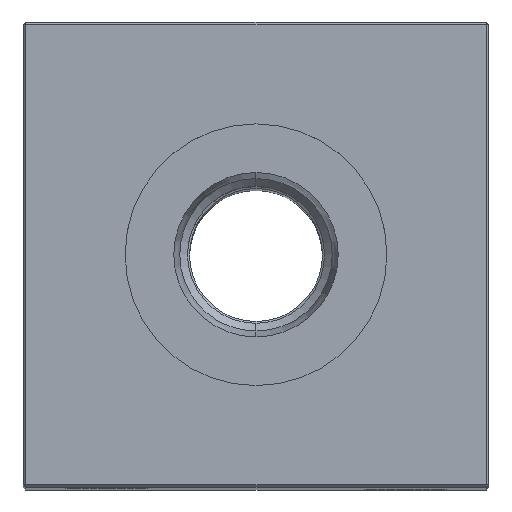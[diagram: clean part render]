
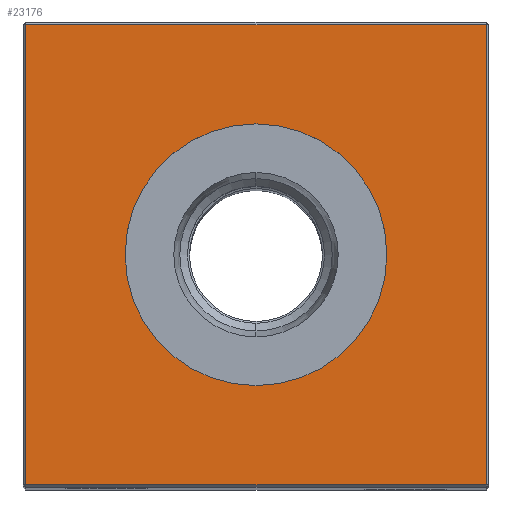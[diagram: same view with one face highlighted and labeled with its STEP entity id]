
A CAD part, top view. The second image highlights one B-rep face of the part: STEP entity #23176.
In plain terms, the highlighted planar face has unit normal (0, 0, 1).
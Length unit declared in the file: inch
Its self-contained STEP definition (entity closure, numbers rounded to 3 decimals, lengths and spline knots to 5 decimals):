
#4 = PLANE ( 'NONE',  #18882 ) ;
#17 = EDGE_LOOP ( 'NONE', ( #22987, #6827, #6284, #24787 ) ) ;
#378 = FACE_OUTER_BOUND ( 'NONE', #17, .T. ) ;
#797 = CARTESIAN_POINT ( 'NONE',  ( -0.865, -0.865, 5.5 ) ) ;
#1924 = CARTESIAN_POINT ( 'NONE',  ( 0., -0.49213, 5.5 ) ) ;
#2315 = CARTESIAN_POINT ( 'NONE',  ( 0., 0., 5.5 ) ) ;
#3891 = LINE ( 'NONE', #5637, #14917 ) ;
#3954 = CARTESIAN_POINT ( 'NONE',  ( 0., -0.865, 5.5 ) ) ;
#3994 = DIRECTION ( 'NONE',  ( -1., 0., 0. ) ) ;
#4013 = DIRECTION ( 'NONE',  ( 0., 1., 0. ) ) ;
#4436 = DIRECTION ( 'NONE',  ( -1., 0., 0. ) ) ;
#4824 = EDGE_CURVE ( 'NONE', #9983, #14656, #9827, .T. ) ;
#4846 = VECTOR ( 'NONE', #21381, 39.37008 ) ;
#5075 = VERTEX_POINT ( 'NONE', #7899 ) ;
#5637 = CARTESIAN_POINT ( 'NONE',  ( 0.865, 0., 5.5 ) ) ;
#6284 = ORIENTED_EDGE ( 'NONE', *, *, #24145, .T. ) ;
#6338 = CARTESIAN_POINT ( 'NONE',  ( 0., 0.865, 5.5 ) ) ;
#6552 = DIRECTION ( 'NONE',  ( 0., 0., -1. ) ) ;
#6827 = ORIENTED_EDGE ( 'NONE', *, *, #16226, .T. ) ;
#7399 = VERTEX_POINT ( 'NONE', #15816 ) ;
#7621 = CARTESIAN_POINT ( 'NONE',  ( 0., 0., 5.5 ) ) ;
#7880 = DIRECTION ( 'NONE',  ( 0., 0., -1. ) ) ;
#7899 = CARTESIAN_POINT ( 'NONE',  ( 0.865, 0.865, 5.5 ) ) ;
#9827 = CIRCLE ( 'NONE', #15851, 0.49213 ) ;
#9857 = CARTESIAN_POINT ( 'NONE',  ( 0., 0.49213, 5.5 ) ) ;
#9983 = VERTEX_POINT ( 'NONE', #1924 ) ;
#10016 = VECTOR ( 'NONE', #23547, 39.37008 ) ;
#11090 = EDGE_CURVE ( 'NONE', #14656, #9983, #17777, .T. ) ;
#11266 = FACE_BOUND ( 'NONE', #11551, .T. ) ;
#11551 = EDGE_LOOP ( 'NONE', ( #12627, #24403 ) ) ;
#11998 = DIRECTION ( 'NONE',  ( 0., 0., -1. ) ) ;
#12023 = VECTOR ( 'NONE', #18853, 39.37008 ) ;
#12627 = ORIENTED_EDGE ( 'NONE', *, *, #11090, .T. ) ;
#13777 = CARTESIAN_POINT ( 'NONE',  ( -0.865, 0., 5.5 ) ) ;
#14656 = VERTEX_POINT ( 'NONE', #9857 ) ;
#14917 = VECTOR ( 'NONE', #4013, 39.37008 ) ;
#15252 = VERTEX_POINT ( 'NONE', #797 ) ;
#15816 = CARTESIAN_POINT ( 'NONE',  ( -0.865, 0.865, 5.5 ) ) ;
#15851 = AXIS2_PLACEMENT_3D ( 'NONE', #2315, #6552, #4436 ) ;
#16226 = EDGE_CURVE ( 'NONE', #15252, #22330, #20987, .T. ) ;
#17777 = CIRCLE ( 'NONE', #21787, 0.49213 ) ;
#17874 = LINE ( 'NONE', #6338, #4846 ) ;
#18853 = DIRECTION ( 'NONE',  ( 1., 0., 0. ) ) ;
#18882 = AXIS2_PLACEMENT_3D ( 'NONE', #7621, #7880, #19150 ) ;
#19150 = DIRECTION ( 'NONE',  ( -1., 0., 0. ) ) ;
#19584 = EDGE_CURVE ( 'NONE', #7399, #15252, #19648, .T. ) ;
#19648 = LINE ( 'NONE', #13777, #10016 ) ;
#20624 = EDGE_CURVE ( 'NONE', #5075, #7399, #17874, .T. ) ;
#20987 = LINE ( 'NONE', #3954, #12023 ) ;
#21149 = CARTESIAN_POINT ( 'NONE',  ( 0., 0., 5.5 ) ) ;
#21381 = DIRECTION ( 'NONE',  ( -1., 0., 0. ) ) ;
#21787 = AXIS2_PLACEMENT_3D ( 'NONE', #21149, #11998, #3994 ) ;
#22330 = VERTEX_POINT ( 'NONE', #22944 ) ;
#22944 = CARTESIAN_POINT ( 'NONE',  ( 0.865, -0.865, 5.5 ) ) ;
#22987 = ORIENTED_EDGE ( 'NONE', *, *, #19584, .T. ) ;
#23176 = ADVANCED_FACE ( 'NONE', ( #378, #11266 ), #4, .F. ) ;
#23547 = DIRECTION ( 'NONE',  ( 0., -1., 0. ) ) ;
#24145 = EDGE_CURVE ( 'NONE', #22330, #5075, #3891, .T. ) ;
#24403 = ORIENTED_EDGE ( 'NONE', *, *, #4824, .T. ) ;
#24787 = ORIENTED_EDGE ( 'NONE', *, *, #20624, .T. ) ;
